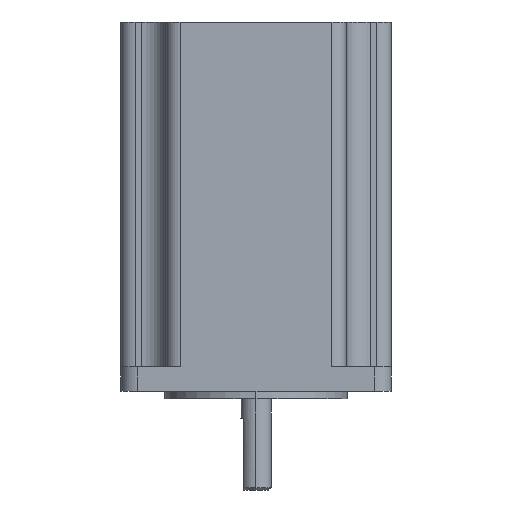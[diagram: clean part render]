
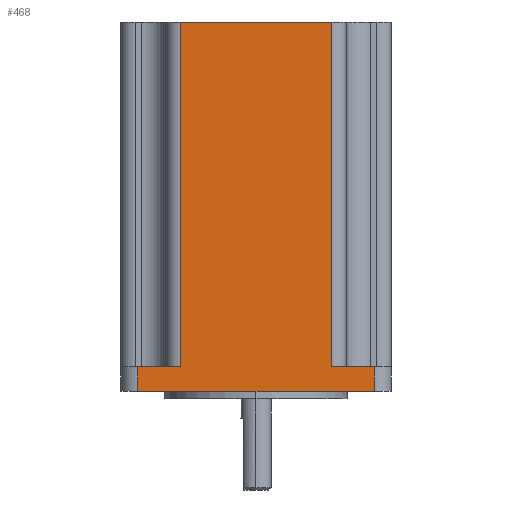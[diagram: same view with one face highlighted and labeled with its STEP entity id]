
A CAD part, left-side view. The second image highlights one B-rep face of the part: STEP entity #468.
In plain terms, the highlighted planar face has unit normal (-1, 0, 0).
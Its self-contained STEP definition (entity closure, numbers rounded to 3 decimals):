
#165 = PLANE ( 'NONE',  #1347 ) ;
#219 = EDGE_CURVE ( 'NONE', #560, #559, #402, .T. ) ;
#220 = EDGE_CURVE ( 'NONE', #567, #555, #403, .T. ) ;
#241 = EDGE_CURVE ( 'NONE', #558, #577, #1646, .T. ) ;
#242 = EDGE_CURVE ( 'NONE', #579, #561, #1647, .T. ) ;
#243 = EDGE_CURVE ( 'NONE', #558, #560, #1648, .T. ) ;
#246 = ORIENTED_EDGE ( 'NONE', *, *, #443, .T. ) ;
#247 = ORIENTED_EDGE ( 'NONE', *, *, #434, .F. ) ;
#248 = ORIENTED_EDGE ( 'NONE', *, *, #220, .T. ) ;
#249 = ORIENTED_EDGE ( 'NONE', *, *, #219, .F. ) ;
#250 = ORIENTED_EDGE ( 'NONE', *, *, #241, .T. ) ;
#251 = ORIENTED_EDGE ( 'NONE', *, *, #243, .F. ) ;
#252 = ORIENTED_EDGE ( 'NONE', *, *, #424, .F. ) ;
#253 = ORIENTED_EDGE ( 'NONE', *, *, #242, .T. ) ;
#402 = LINE ( 'NONE', #1096, #1355 ) ;
#403 = LINE ( 'NONE', #1098, #1311 ) ;
#424 = EDGE_CURVE ( 'NONE', #579, #577, #1653, .T. ) ;
#434 = EDGE_CURVE ( 'NONE', #559, #555, #1658, .T. ) ;
#443 = EDGE_CURVE ( 'NONE', #561, #567, #1659, .T. ) ;
#468 = ADVANCED_FACE ( 'NONE', ( #1688 ), #165, .F. ) ;
#555 = VERTEX_POINT ( 'NONE', #1549 ) ;
#558 = VERTEX_POINT ( 'NONE', #1552 ) ;
#559 = VERTEX_POINT ( 'NONE', #1553 ) ;
#560 = VERTEX_POINT ( 'NONE', #1554 ) ;
#561 = VERTEX_POINT ( 'NONE', #1555 ) ;
#567 = VERTEX_POINT ( 'NONE', #1561 ) ;
#577 = VERTEX_POINT ( 'NONE', #1571 ) ;
#579 = VERTEX_POINT ( 'NONE', #1573 ) ;
#792 = EDGE_LOOP ( 'NONE', ( #246, #248, #247, #249, #251, #250, #252, #253 ) ) ;
#829 = CARTESIAN_POINT ( 'NONE',  ( -28.2, 28.2, 5.08 ) ) ;
#830 = DIRECTION ( 'NONE',  ( 0., -1., 0. ) ) ;
#855 = CARTESIAN_POINT ( 'NONE',  ( -28.2, 28.2, 0. ) ) ;
#856 = DIRECTION ( 'NONE',  ( 0., -1., 0. ) ) ;
#899 = CARTESIAN_POINT ( 'NONE',  ( -28.2, 15.8, 77. ) ) ;
#900 = DIRECTION ( 'NONE',  ( 0., 0., -1. ) ) ;
#901 = CARTESIAN_POINT ( 'NONE',  ( -28.2, 24.7, 5.08 ) ) ;
#902 = DIRECTION ( 'NONE',  ( 0., 0., -1. ) ) ;
#903 = CARTESIAN_POINT ( 'NONE',  ( -28.2, 15.8, 77. ) ) ;
#904 = DIRECTION ( 'NONE',  ( 0., -1., 0. ) ) ;
#922 = CARTESIAN_POINT ( 'NONE',  ( -28.2, 28.2, 5.08 ) ) ;
#923 = DIRECTION ( 'NONE',  ( 0., -1., 0. ) ) ;
#924 = CARTESIAN_POINT ( 'NONE',  ( -28.2, 28.2, 5.08 ) ) ;
#925 = DIRECTION ( 'NONE',  ( 1., 0., 0. ) ) ;
#926 = DIRECTION ( 'NONE',  ( 0., 1., 0. ) ) ;
#1096 = CARTESIAN_POINT ( 'NONE',  ( -28.2, -15.8, 77. ) ) ;
#1097 = DIRECTION ( 'NONE',  ( 0., 0., -1. ) ) ;
#1098 = CARTESIAN_POINT ( 'NONE',  ( -28.2, -24.7, 5.08 ) ) ;
#1099 = DIRECTION ( 'NONE',  ( 0., 0., 1. ) ) ;
#1195 = VECTOR ( 'NONE', #923, 1000. ) ;
#1225 = VECTOR ( 'NONE', #900, 1000. ) ;
#1232 = VECTOR ( 'NONE', #902, 1000. ) ;
#1236 = VECTOR ( 'NONE', #904, 1000. ) ;
#1311 = VECTOR ( 'NONE', #1099, 1000. ) ;
#1347 = AXIS2_PLACEMENT_3D ( 'NONE', #924, #925, #926 ) ;
#1351 = VECTOR ( 'NONE', #830, 1000. ) ;
#1355 = VECTOR ( 'NONE', #1097, 1000. ) ;
#1361 = VECTOR ( 'NONE', #856, 1000. ) ;
#1549 = CARTESIAN_POINT ( 'NONE',  ( -28.2, -24.7, 5.08 ) ) ;
#1552 = CARTESIAN_POINT ( 'NONE',  ( -28.2, 15.8, 77. ) ) ;
#1553 = CARTESIAN_POINT ( 'NONE',  ( -28.2, -15.8, 5.08 ) ) ;
#1554 = CARTESIAN_POINT ( 'NONE',  ( -28.2, -15.8, 77. ) ) ;
#1555 = CARTESIAN_POINT ( 'NONE',  ( -28.2, 24.7, 0. ) ) ;
#1561 = CARTESIAN_POINT ( 'NONE',  ( -28.2, -24.7, 0. ) ) ;
#1571 = CARTESIAN_POINT ( 'NONE',  ( -28.2, 15.8, 5.08 ) ) ;
#1573 = CARTESIAN_POINT ( 'NONE',  ( -28.2, 24.7, 5.08 ) ) ;
#1646 = LINE ( 'NONE', #899, #1225 ) ;
#1647 = LINE ( 'NONE', #901, #1232 ) ;
#1648 = LINE ( 'NONE', #903, #1236 ) ;
#1653 = LINE ( 'NONE', #922, #1195 ) ;
#1658 = LINE ( 'NONE', #829, #1351 ) ;
#1659 = LINE ( 'NONE', #855, #1361 ) ;
#1688 = FACE_OUTER_BOUND ( 'NONE', #792, .T. ) ;
